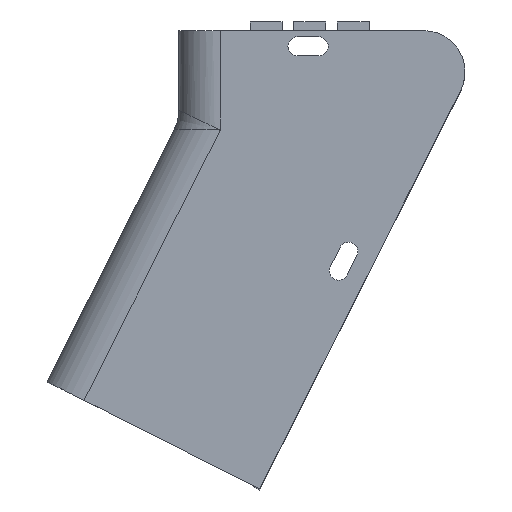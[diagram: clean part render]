
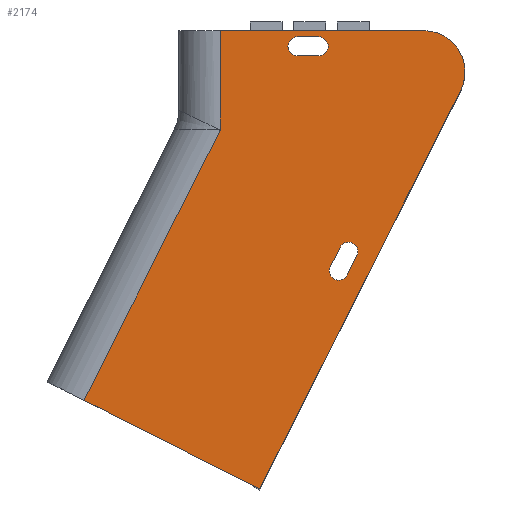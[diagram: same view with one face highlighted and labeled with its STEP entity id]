
A CAD part, top view. The second image highlights one B-rep face of the part: STEP entity #2174.
In plain terms, the highlighted planar face has unit normal (0, 0, 1).
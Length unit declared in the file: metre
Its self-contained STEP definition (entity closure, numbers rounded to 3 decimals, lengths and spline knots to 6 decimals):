
#151=CIRCLE('',#2337,0.00275);
#153=CIRCLE('',#2342,0.00275);
#163=CIRCLE('',#2369,0.012);
#164=CIRCLE('',#2370,0.00275);
#165=CIRCLE('',#2371,0.00275);
#463=ORIENTED_EDGE('',*,*,#1019,.F.);
#464=ORIENTED_EDGE('',*,*,#984,.T.);
#465=ORIENTED_EDGE('',*,*,#986,.T.);
#466=ORIENTED_EDGE('',*,*,#990,.F.);
#467=ORIENTED_EDGE('',*,*,#1035,.T.);
#468=ORIENTED_EDGE('',*,*,#1034,.T.);
#469=ORIENTED_EDGE('',*,*,#1033,.T.);
#470=ORIENTED_EDGE('',*,*,#1036,.T.);
#471=ORIENTED_EDGE('',*,*,#957,.T.);
#472=ORIENTED_EDGE('',*,*,#1037,.T.);
#473=ORIENTED_EDGE('',*,*,#954,.T.);
#474=ORIENTED_EDGE('',*,*,#951,.T.);
#475=ORIENTED_EDGE('',*,*,#947,.T.);
#476=ORIENTED_EDGE('',*,*,#1038,.T.);
#477=ORIENTED_EDGE('',*,*,#944,.T.);
#478=ORIENTED_EDGE('',*,*,#942,.T.);
#942=EDGE_CURVE('',#1235,#1237,#151,.T.);
#944=EDGE_CURVE('',#1238,#1235,#1414,.T.);
#947=EDGE_CURVE('',#1237,#1240,#1417,.T.);
#951=EDGE_CURVE('',#1241,#1244,#153,.T.);
#954=EDGE_CURVE('',#1245,#1241,#1422,.T.);
#957=EDGE_CURVE('',#1244,#1248,#1425,.T.);
#984=EDGE_CURVE('',#1262,#1232,#1448,.T.);
#986=EDGE_CURVE('',#1232,#1263,#1449,.T.);
#990=EDGE_CURVE('',#1266,#1263,#1452,.T.);
#1019=EDGE_CURVE('',#1262,#1293,#1475,.T.);
#1033=EDGE_CURVE('',#1305,#1304,#1485,.T.);
#1034=EDGE_CURVE('',#1301,#1305,#1486,.T.);
#1035=EDGE_CURVE('',#1266,#1301,#1487,.T.);
#1036=EDGE_CURVE('',#1304,#1293,#163,.T.);
#1037=EDGE_CURVE('',#1248,#1245,#164,.T.);
#1038=EDGE_CURVE('',#1240,#1238,#165,.T.);
#1232=VERTEX_POINT('',#3420);
#1235=VERTEX_POINT('',#3459);
#1237=VERTEX_POINT('',#3463);
#1238=VERTEX_POINT('',#3467);
#1240=VERTEX_POINT('',#3473);
#1241=VERTEX_POINT('',#3477);
#1244=VERTEX_POINT('',#3482);
#1245=VERTEX_POINT('',#3486);
#1248=VERTEX_POINT('',#3494);
#1262=VERTEX_POINT('',#3592);
#1263=VERTEX_POINT('',#3596);
#1266=VERTEX_POINT('',#3602);
#1293=VERTEX_POINT('',#3672);
#1301=VERTEX_POINT('',#3692);
#1304=VERTEX_POINT('',#3698);
#1305=VERTEX_POINT('',#3700);
#1414=LINE('',#3468,#1628);
#1417=LINE('',#3474,#1631);
#1422=LINE('',#3489,#1636);
#1425=LINE('',#3495,#1639);
#1448=LINE('',#3591,#1662);
#1449=LINE('',#3595,#1663);
#1452=LINE('',#3603,#1666);
#1475=LINE('',#3671,#1689);
#1485=LINE('',#3699,#1699);
#1486=LINE('',#3701,#1700);
#1487=LINE('',#3703,#1701);
#1628=VECTOR('',#2671,1.);
#1631=VECTOR('',#2676,1.);
#1636=VECTOR('',#2689,1.);
#1639=VECTOR('',#2694,1.);
#1662=VECTOR('',#2739,1.);
#1663=VECTOR('',#2744,1.);
#1666=VECTOR('',#2749,1.);
#1689=VECTOR('',#2778,1.);
#1699=VECTOR('',#2800,1.);
#1700=VECTOR('',#2801,1.);
#1701=VECTOR('',#2804,1.);
#1845=EDGE_LOOP('',(#463,#464,#465,#466,#467,#468,#469,#470));
#1846=EDGE_LOOP('',(#471,#472,#473,#474));
#1847=EDGE_LOOP('',(#475,#476,#477,#478));
#1981=FACE_BOUND('',#1845,.T.);
#1982=FACE_BOUND('',#1846,.T.);
#1983=FACE_BOUND('',#1847,.T.);
#2077=PLANE('',#2368);
#2174=ADVANCED_FACE('',(#1981,#1982,#1983),#2077,.T.);
#2337=AXIS2_PLACEMENT_3D('',#3464,#2666,#2667);
#2342=AXIS2_PLACEMENT_3D('',#3483,#2683,#2684);
#2368=AXIS2_PLACEMENT_3D('',#3702,#2802,#2803);
#2369=AXIS2_PLACEMENT_3D('',#3704,#2805,#2806);
#2370=AXIS2_PLACEMENT_3D('',#3705,#2807,#2808);
#2371=AXIS2_PLACEMENT_3D('',#3706,#2809,#2810);
#2666=DIRECTION('',(0.,0.,-1.));
#2667=DIRECTION('',(1.,0.,0.));
#2671=DIRECTION('',(1.,0.,0.));
#2676=DIRECTION('',(-1.,0.,0.));
#2683=DIRECTION('',(0.,0.,-1.));
#2684=DIRECTION('',(1.,0.,0.));
#2689=DIRECTION('',(0.45,0.893,0.));
#2694=DIRECTION('',(-0.45,-0.893,0.));
#2739=DIRECTION('',(0.,-1.,0.));
#2744=DIRECTION('',(-0.45,-0.893,0.));
#2749=DIRECTION('',(0.45,0.893,0.));
#2778=DIRECTION('',(1.,0.,0.));
#2800=DIRECTION('',(0.45,0.893,0.));
#2801=DIRECTION('',(0.45,0.893,0.));
#2802=DIRECTION('',(0.,0.,1.));
#2803=DIRECTION('',(1.,0.,0.));
#2804=DIRECTION('',(0.893,-0.45,0.));
#2805=DIRECTION('',(0.,0.,1.));
#2806=DIRECTION('',(1.,0.,0.));
#2807=DIRECTION('',(0.,0.,-1.));
#2808=DIRECTION('',(1.,0.,0.));
#2809=DIRECTION('',(0.,0.,-1.));
#2810=DIRECTION('',(1.,0.,0.));
#3420=CARTESIAN_POINT('',(-0.0255,-0.024303,0.0725));
#3459=CARTESIAN_POINT('',(0.0031,0.00275,0.0725));
#3463=CARTESIAN_POINT('',(0.0031,-0.00275,0.0725));
#3464=CARTESIAN_POINT('',(0.0031,0.,0.0725));
#3467=CARTESIAN_POINT('',(-0.0031,0.00275,0.0725));
#3468=CARTESIAN_POINT('',(0.0031,0.00275,0.0725));
#3473=CARTESIAN_POINT('',(-0.0031,-0.00275,0.0725));
#3474=CARTESIAN_POINT('',(0.0031,-0.00275,0.0725));
#3477=CARTESIAN_POINT('',(0.009298,-0.058362,0.0725));
#3482=CARTESIAN_POINT('',(0.014209,-0.060838,0.0725));
#3483=CARTESIAN_POINT('',(0.011753,-0.0596,0.0725));
#3486=CARTESIAN_POINT('',(0.006507,-0.063899,0.0725));
#3489=CARTESIAN_POINT('',(0.009298,-0.058362,0.0725));
#3494=CARTESIAN_POINT('',(0.011419,-0.066374,0.0725));
#3495=CARTESIAN_POINT('',(0.014209,-0.060838,0.0725));
#3591=CARTESIAN_POINT('',(-0.0255,-0.00645,0.0725));
#3592=CARTESIAN_POINT('',(-0.0255,0.00455,0.0725));
#3595=CARTESIAN_POINT('',(-0.038036,-0.049176,0.0725));
#3596=CARTESIAN_POINT('',(-0.038036,-0.049176,0.0725));
#3602=CARTESIAN_POINT('',(-0.06504,-0.102755,0.0725));
#3603=CARTESIAN_POINT('',(-0.06504,-0.102755,0.0725));
#3671=CARTESIAN_POINT('',(-0.0375,0.00455,0.0725));
#3672=CARTESIAN_POINT('',(0.033558,0.00455,0.0725));
#3692=CARTESIAN_POINT('',(-0.014003,-0.128478,0.0725));
#3698=CARTESIAN_POINT('',(0.044274,-0.012851,0.0725));
#3699=CARTESIAN_POINT('',(0.04047,-0.020397,0.0725));
#3700=CARTESIAN_POINT('',(0.013001,-0.074899,0.0725));
#3701=CARTESIAN_POINT('',(-0.014003,-0.128478,0.0725));
#3702=CARTESIAN_POINT('',(0.0475,-0.00645,0.0725));
#3703=CARTESIAN_POINT('',(-0.054474,-0.108081,0.0725));
#3704=CARTESIAN_POINT('',(0.033558,-0.00745,0.0725));
#3705=CARTESIAN_POINT('',(0.008963,-0.065137,0.0725));
#3706=CARTESIAN_POINT('',(-0.0031,0.,0.0725));
